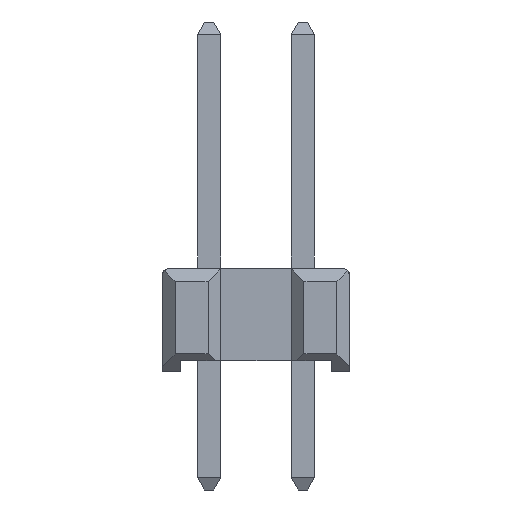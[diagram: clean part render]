
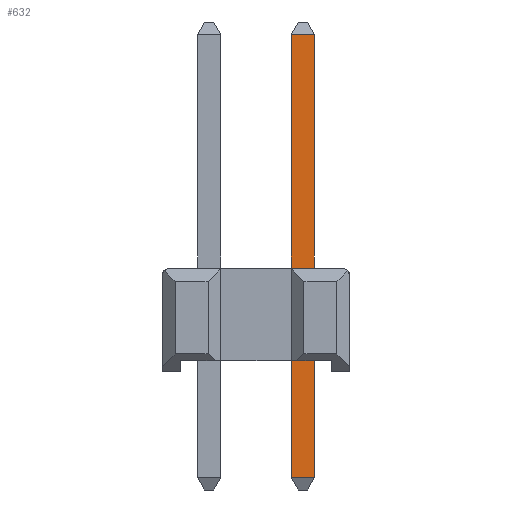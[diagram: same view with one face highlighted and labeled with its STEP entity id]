
A CAD part, left-side view. The second image highlights one B-rep face of the part: STEP entity #632.
In plain terms, the highlighted planar face has unit normal (-1, 0, 0).
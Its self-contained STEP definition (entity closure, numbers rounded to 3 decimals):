
#632=ADVANCED_FACE('',(#1584),#23590,.T.);
#1584=FACE_OUTER_BOUND('',#2536,.T.);
#2536=EDGE_LOOP('',(#3553,#3554,#3555,#3556));
#3553=ORIENTED_EDGE('',*,*,#19819,.T.);
#3554=ORIENTED_EDGE('',*,*,#19818,.F.);
#3555=ORIENTED_EDGE('',*,*,#19820,.T.);
#3556=ORIENTED_EDGE('',*,*,#19809,.F.);
#8189=PCURVE('',#24457,#12837);
#8200=PCURVE('',#24458,#12848);
#8201=PCURVE('',#23590,#12849);
#8202=PCURVE('',#23590,#12850);
#8203=PCURVE('',#23590,#12851);
#8204=PCURVE('',#23590,#12852);
#8222=PCURVE('',#23595,#12870);
#8235=PCURVE('',#23598,#12883);
#12837=DEFINITIONAL_REPRESENTATION('',(#24725),#53570);
#12848=DEFINITIONAL_REPRESENTATION('',(#24745),#53570);
#12849=DEFINITIONAL_REPRESENTATION('',(#24747),#53570);
#12850=DEFINITIONAL_REPRESENTATION('',(#24748),#53570);
#12851=DEFINITIONAL_REPRESENTATION('',(#24750),#53570);
#12852=DEFINITIONAL_REPRESENTATION('',(#24751),#53570);
#12870=DEFINITIONAL_REPRESENTATION('',(#24777),#53570);
#12883=DEFINITIONAL_REPRESENTATION('',(#24797),#53570);
#17485=SURFACE_CURVE('',#24724,(#8189,#8204),.PCURVE_S1.);
#17494=SURFACE_CURVE('',#24744,(#8200,#8202),.PCURVE_S1.);
#17495=SURFACE_CURVE('',#24746,(#8201,#8222),.PCURVE_S1.);
#17496=SURFACE_CURVE('',#24749,(#8203,#8235),.PCURVE_S1.);
#19809=EDGE_CURVE('',#22135,#22133,#17485,.T.);
#19818=EDGE_CURVE('',#22139,#22140,#17494,.T.);
#19819=EDGE_CURVE('',#22135,#22140,#17495,.T.);
#19820=EDGE_CURVE('',#22139,#22133,#17496,.T.);
#22133=VERTEX_POINT('',#33596);
#22135=VERTEX_POINT('',#33598);
#22139=VERTEX_POINT('',#33602);
#22140=VERTEX_POINT('',#33603);
#23590=PLANE('',#31481);
#23595=PLANE('',#31486);
#23598=PLANE('',#31489);
#24457=B_SPLINE_SURFACE_WITH_KNOTS('',1,1,((#33576,#33577),(#33578,#33579)),
 .UNSPECIFIED.,.F.,.F.,.F.,(2,2),(2,2),(-9.358,0.093),
(-0.64,0.01),.UNSPECIFIED.);
#24458=B_SPLINE_SURFACE_WITH_KNOTS('',1,1,((#33581,#33582),(#33583,#33584)),
 .UNSPECIFIED.,.F.,.F.,.F.,(2,2),(2,2),(-0.64,0.01),(-9.358,
0.093),.UNSPECIFIED.);
#24724=B_SPLINE_CURVE_WITH_KNOTS('',1,(#33612,#33613),.UNSPECIFIED.,.F.,
 .F.,(2,2),(-20.383,-11.156),.UNSPECIFIED.);
#24725=B_SPLINE_CURVE_WITH_KNOTS('',1,(#33614,#33615),.UNSPECIFIED.,.F.,
 .F.,(2,2),(-20.383,-11.156),.UNSPECIFIED.);
#24744=B_SPLINE_CURVE_WITH_KNOTS('',1,(#33658,#33659),.UNSPECIFIED.,.F.,
 .F.,(2,2),(-10.526,-1.298),.UNSPECIFIED.);
#24745=B_SPLINE_CURVE_WITH_KNOTS('',1,(#33660,#33661),.UNSPECIFIED.,.F.,
 .F.,(2,2),(-10.526,-1.298),.UNSPECIFIED.);
#24746=B_SPLINE_CURVE_WITH_KNOTS('',1,(#33662,#33663),.UNSPECIFIED.,.F.,
 .F.,(2,2),(0.,0.63),.UNSPECIFIED.);
#24747=B_SPLINE_CURVE_WITH_KNOTS('',1,(#33664,#33665),.UNSPECIFIED.,.F.,
 .F.,(2,2),(0.,0.63),.UNSPECIFIED.);
#24748=B_SPLINE_CURVE_WITH_KNOTS('',1,(#33666,#33667),.UNSPECIFIED.,.F.,
 .F.,(2,2),(-10.526,-1.298),.UNSPECIFIED.);
#24749=B_SPLINE_CURVE_WITH_KNOTS('',1,(#33668,#33669),.UNSPECIFIED.,.F.,
 .F.,(2,2),(10.526,11.156),.UNSPECIFIED.);
#24750=B_SPLINE_CURVE_WITH_KNOTS('',1,(#33670,#33671),.UNSPECIFIED.,.F.,
 .F.,(2,2),(10.526,11.156),.UNSPECIFIED.);
#24751=B_SPLINE_CURVE_WITH_KNOTS('',1,(#33672,#33673),.UNSPECIFIED.,.F.,
 .F.,(2,2),(-20.383,-11.156),.UNSPECIFIED.);
#24777=B_SPLINE_CURVE_WITH_KNOTS('',1,(#33724,#33725),.UNSPECIFIED.,.F.,
 .F.,(2,2),(0.,0.63),.UNSPECIFIED.);
#24797=B_SPLINE_CURVE_WITH_KNOTS('',1,(#33764,#33765),.UNSPECIFIED.,.F.,
 .F.,(2,2),(10.526,11.156),.UNSPECIFIED.);
#31481=AXIS2_PLACEMENT_3D('',#33585,#32353,$);
#31486=AXIS2_PLACEMENT_3D('',#33590,#32358,$);
#31489=AXIS2_PLACEMENT_3D('',#33593,#32361,$);
#32353=DIRECTION('',(-1.,0.,0.));
#32358=DIRECTION('',(-0.873,0.,0.488));
#32361=DIRECTION('',(-0.873,0.,-0.487));
#33576=CARTESIAN_POINT('',(-0.325,-1.585,9.326));
#33577=CARTESIAN_POINT('',(0.325,-1.585,9.326));
#33578=CARTESIAN_POINT('',(-0.325,-1.585,-2.981));
#33579=CARTESIAN_POINT('',(0.325,-1.585,-2.981));
#33581=CARTESIAN_POINT('',(-0.325,-0.955,9.326));
#33582=CARTESIAN_POINT('',(-0.325,-0.955,-2.981));
#33583=CARTESIAN_POINT('',(0.325,-0.955,9.326));
#33584=CARTESIAN_POINT('',(0.325,-0.955,-2.981));
#33585=CARTESIAN_POINT('',(-0.315,-1.595,9.326));
#33590=CARTESIAN_POINT('',(-0.12,-1.595,9.504));
#33593=CARTESIAN_POINT('',(-0.12,-1.595,-3.209));
#33596=CARTESIAN_POINT('',(-0.315,-1.585,-2.86));
#33598=CARTESIAN_POINT('',(-0.315,-1.585,9.156));
#33602=CARTESIAN_POINT('',(-0.315,-0.955,-2.86));
#33603=CARTESIAN_POINT('',(-0.315,-0.955,9.156));
#33612=CARTESIAN_POINT('',(-0.315,-1.585,9.156));
#33613=CARTESIAN_POINT('',(-0.315,-1.585,-2.86));
#33614=CARTESIAN_POINT('',(-9.227,-0.63));
#33615=CARTESIAN_POINT('',(0.,-0.63));
#33658=CARTESIAN_POINT('',(-0.315,-0.955,-2.86));
#33659=CARTESIAN_POINT('',(-0.315,-0.955,9.156));
#33660=CARTESIAN_POINT('',(-0.63,0.));
#33661=CARTESIAN_POINT('',(-0.63,-9.227));
#33662=CARTESIAN_POINT('',(-0.315,-1.585,9.156));
#33663=CARTESIAN_POINT('',(-0.315,-0.955,9.156));
#33664=CARTESIAN_POINT('',(0.,0.038));
#33665=CARTESIAN_POINT('',(0.63,0.038));
#33666=CARTESIAN_POINT('',(0.63,9.266));
#33667=CARTESIAN_POINT('',(0.63,0.038));
#33668=CARTESIAN_POINT('',(-0.315,-0.955,-2.86));
#33669=CARTESIAN_POINT('',(-0.315,-1.585,-2.86));
#33670=CARTESIAN_POINT('',(0.63,9.266));
#33671=CARTESIAN_POINT('',(0.,9.266));
#33672=CARTESIAN_POINT('',(0.,0.038));
#33673=CARTESIAN_POINT('',(0.,9.266));
#33724=CARTESIAN_POINT('',(-0.44,0.39));
#33725=CARTESIAN_POINT('',(0.19,0.39));
#33764=CARTESIAN_POINT('',(0.389,0.19));
#33765=CARTESIAN_POINT('',(0.389,-0.44));
#53570=(
GEOMETRIC_REPRESENTATION_CONTEXT(2)
PARAMETRIC_REPRESENTATION_CONTEXT()
REPRESENTATION_CONTEXT('pspace','')
);
